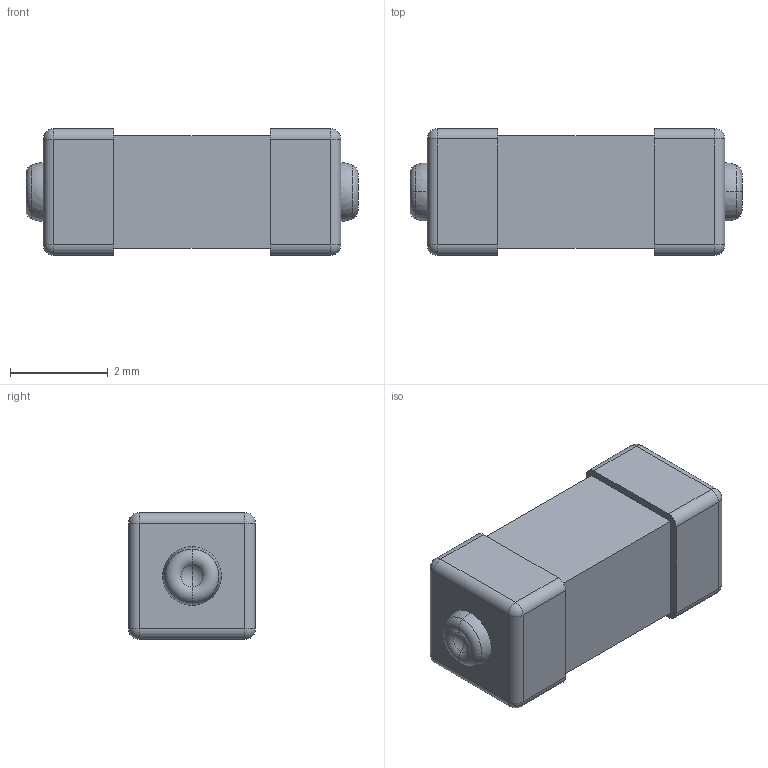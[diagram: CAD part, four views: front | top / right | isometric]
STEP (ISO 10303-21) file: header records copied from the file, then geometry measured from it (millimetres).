
FILE_DESCRIPTION (( 'STEP AP214' ), '1' );
FILE_NAME ('FUSE_UMT_125.STEP', '2014-10-17T09:15:00', ( 'Master' ), ( '' ), 'SwSTEP 2.0', 'SolidWorks 2013', '' );
FILE_SCHEMA (( 'AUTOMOTIVE_DESIGN' ));
Length unit declared in the file: millimetre
Products named in the file (1): FUSE_UMT_125
Bounding box: 6.81 x 2.6 x 2.6 mm (x, y, z)
Volume: 36.9 mm3; surface area: 74.8 mm2
Topology: 1 solids, 1 shells, 52 faces, 124 edges, 66 vertices
Faces by surface type: sphere 16, plane 16, cylinder 16, torus 4
Entity records: 1963 total; most frequent: DIRECTION 270, CARTESIAN_POINT 223, ORIENTED_EDGE 216, AXIS2_PLACEMENT_3D 109, EDGE_CURVE 108, VERTEX_POINT 62, EDGE_LOOP 56, CIRCLE 56
